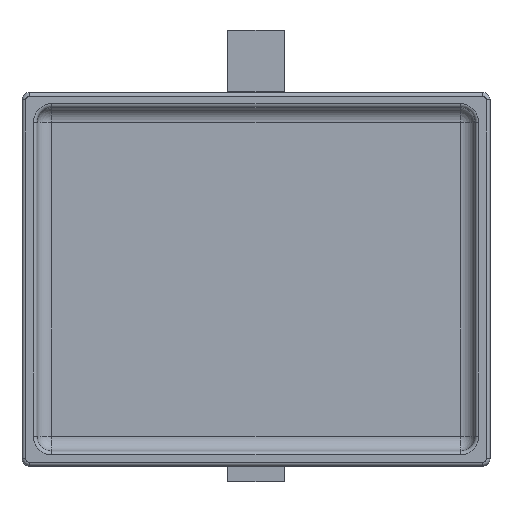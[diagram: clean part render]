
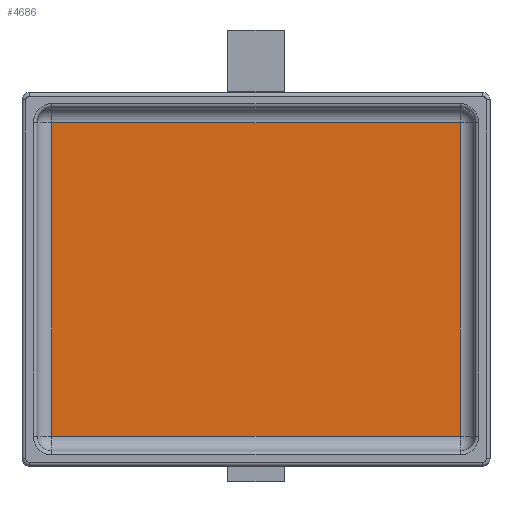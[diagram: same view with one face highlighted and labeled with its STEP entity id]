
A CAD part, top view. The second image highlights one B-rep face of the part: STEP entity #4686.
In plain terms, the highlighted planar face has unit normal (0, 0, 1).
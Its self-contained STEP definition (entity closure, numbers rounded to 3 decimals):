
#3980 = CYLINDRICAL_SURFACE('',#3981,4.);
#3981 = AXIS2_PLACEMENT_3D('',#3982,#3983,#3984);
#3982 = CARTESIAN_POINT('',(-54.5,-45.9,10.1));
#3983 = DIRECTION('',(0.,1.,0.));
#3984 = DIRECTION('',(-1.,0.,0.));
#4164 = CYLINDRICAL_SURFACE('',#4165,4.);
#4165 = AXIS2_PLACEMENT_3D('',#4166,#4167,#4168);
#4166 = CARTESIAN_POINT('',(58.5,-41.9,10.1));
#4167 = DIRECTION('',(-1.,0.,0.));
#4168 = DIRECTION('',(0.,-1.,0.));
#4198 = CYLINDRICAL_SURFACE('',#4199,4.);
#4199 = AXIS2_PLACEMENT_3D('',#4200,#4201,#4202);
#4200 = CARTESIAN_POINT('',(-58.5,41.9,10.1));
#4201 = DIRECTION('',(1.,0.,0.));
#4202 = DIRECTION('',(0.,1.,0.));
#4360 = CYLINDRICAL_SURFACE('',#4361,4.);
#4361 = AXIS2_PLACEMENT_3D('',#4362,#4363,#4364);
#4362 = CARTESIAN_POINT('',(54.5,45.9,10.1));
#4363 = DIRECTION('',(0.,-1.,0.));
#4364 = DIRECTION('',(1.,0.,0.));
#4378 = VERTEX_POINT('',#4379);
#4379 = CARTESIAN_POINT('',(-54.5,-41.9,6.1));
#4401 = EDGE_CURVE('',#4378,#4402,#4404,.T.);
#4402 = VERTEX_POINT('',#4403);
#4403 = CARTESIAN_POINT('',(-54.5,41.9,6.1));
#4404 = SURFACE_CURVE('',#4405,(#4409,#4416),.PCURVE_S1.);
#4405 = LINE('',#4406,#4407);
#4406 = CARTESIAN_POINT('',(-54.5,-45.9,6.1));
#4407 = VECTOR('',#4408,1.);
#4408 = DIRECTION('',(0.,1.,0.));
#4409 = PCURVE('',#3980,#4410);
#4410 = DEFINITIONAL_REPRESENTATION('',(#4411),#4415);
#4411 = LINE('',#4412,#4413);
#4412 = CARTESIAN_POINT('',(-1.571,0.));
#4413 = VECTOR('',#4414,1.);
#4414 = DIRECTION('',(-0.,1.));
#4415 = ( GEOMETRIC_REPRESENTATION_CONTEXT(2) 
PARAMETRIC_REPRESENTATION_CONTEXT() REPRESENTATION_CONTEXT('2D SPACE',''
  ) );
#4416 = PCURVE('',#4417,#4422);
#4417 = PLANE('',#4418);
#4418 = AXIS2_PLACEMENT_3D('',#4419,#4420,#4421);
#4419 = CARTESIAN_POINT('',(-43.1,49.9,6.1));
#4420 = DIRECTION('',(0.,0.,-1.));
#4421 = DIRECTION('',(-1.,0.,0.));
#4422 = DEFINITIONAL_REPRESENTATION('',(#4423),#4427);
#4423 = LINE('',#4424,#4425);
#4424 = CARTESIAN_POINT('',(11.4,-95.8));
#4425 = VECTOR('',#4426,1.);
#4426 = DIRECTION('',(-0.,1.));
#4427 = ( GEOMETRIC_REPRESENTATION_CONTEXT(2) 
PARAMETRIC_REPRESENTATION_CONTEXT() REPRESENTATION_CONTEXT('2D SPACE',''
  ) );
#4510 = VERTEX_POINT('',#4511);
#4511 = CARTESIAN_POINT('',(54.5,-41.9,6.1));
#4533 = EDGE_CURVE('',#4510,#4378,#4534,.T.);
#4534 = SURFACE_CURVE('',#4535,(#4539,#4546),.PCURVE_S1.);
#4535 = LINE('',#4536,#4537);
#4536 = CARTESIAN_POINT('',(58.5,-41.9,6.1));
#4537 = VECTOR('',#4538,1.);
#4538 = DIRECTION('',(-1.,0.,0.));
#4539 = PCURVE('',#4164,#4540);
#4540 = DEFINITIONAL_REPRESENTATION('',(#4541),#4545);
#4541 = LINE('',#4542,#4543);
#4542 = CARTESIAN_POINT('',(-1.571,0.));
#4543 = VECTOR('',#4544,1.);
#4544 = DIRECTION('',(-0.,1.));
#4545 = ( GEOMETRIC_REPRESENTATION_CONTEXT(2) 
PARAMETRIC_REPRESENTATION_CONTEXT() REPRESENTATION_CONTEXT('2D SPACE',''
  ) );
#4546 = PCURVE('',#4417,#4547);
#4547 = DEFINITIONAL_REPRESENTATION('',(#4548),#4552);
#4548 = LINE('',#4549,#4550);
#4549 = CARTESIAN_POINT('',(-101.6,-91.8));
#4550 = VECTOR('',#4551,1.);
#4551 = DIRECTION('',(1.,0.));
#4552 = ( GEOMETRIC_REPRESENTATION_CONTEXT(2) 
PARAMETRIC_REPRESENTATION_CONTEXT() REPRESENTATION_CONTEXT('2D SPACE',''
  ) );
#4560 = EDGE_CURVE('',#4402,#4561,#4563,.T.);
#4561 = VERTEX_POINT('',#4562);
#4562 = CARTESIAN_POINT('',(54.5,41.9,6.1));
#4563 = SURFACE_CURVE('',#4564,(#4568,#4575),.PCURVE_S1.);
#4564 = LINE('',#4565,#4566);
#4565 = CARTESIAN_POINT('',(-58.5,41.9,6.1));
#4566 = VECTOR('',#4567,1.);
#4567 = DIRECTION('',(1.,0.,0.));
#4568 = PCURVE('',#4198,#4569);
#4569 = DEFINITIONAL_REPRESENTATION('',(#4570),#4574);
#4570 = LINE('',#4571,#4572);
#4571 = CARTESIAN_POINT('',(-1.571,0.));
#4572 = VECTOR('',#4573,1.);
#4573 = DIRECTION('',(-0.,1.));
#4574 = ( GEOMETRIC_REPRESENTATION_CONTEXT(2) 
PARAMETRIC_REPRESENTATION_CONTEXT() REPRESENTATION_CONTEXT('2D SPACE',''
  ) );
#4575 = PCURVE('',#4417,#4576);
#4576 = DEFINITIONAL_REPRESENTATION('',(#4577),#4581);
#4577 = LINE('',#4578,#4579);
#4578 = CARTESIAN_POINT('',(15.4,-8.));
#4579 = VECTOR('',#4580,1.);
#4580 = DIRECTION('',(-1.,0.));
#4581 = ( GEOMETRIC_REPRESENTATION_CONTEXT(2) 
PARAMETRIC_REPRESENTATION_CONTEXT() REPRESENTATION_CONTEXT('2D SPACE',''
  ) );
#4664 = EDGE_CURVE('',#4561,#4510,#4665,.T.);
#4665 = SURFACE_CURVE('',#4666,(#4670,#4677),.PCURVE_S1.);
#4666 = LINE('',#4667,#4668);
#4667 = CARTESIAN_POINT('',(54.5,45.9,6.1));
#4668 = VECTOR('',#4669,1.);
#4669 = DIRECTION('',(0.,-1.,0.));
#4670 = PCURVE('',#4360,#4671);
#4671 = DEFINITIONAL_REPRESENTATION('',(#4672),#4676);
#4672 = LINE('',#4673,#4674);
#4673 = CARTESIAN_POINT('',(-1.571,0.));
#4674 = VECTOR('',#4675,1.);
#4675 = DIRECTION('',(-0.,1.));
#4676 = ( GEOMETRIC_REPRESENTATION_CONTEXT(2) 
PARAMETRIC_REPRESENTATION_CONTEXT() REPRESENTATION_CONTEXT('2D SPACE',''
  ) );
#4677 = PCURVE('',#4417,#4678);
#4678 = DEFINITIONAL_REPRESENTATION('',(#4679),#4683);
#4679 = LINE('',#4680,#4681);
#4680 = CARTESIAN_POINT('',(-97.6,-4.));
#4681 = VECTOR('',#4682,1.);
#4682 = DIRECTION('',(0.,-1.));
#4683 = ( GEOMETRIC_REPRESENTATION_CONTEXT(2) 
PARAMETRIC_REPRESENTATION_CONTEXT() REPRESENTATION_CONTEXT('2D SPACE',''
  ) );
#4686 = ADVANCED_FACE('',(#4687),#4417,.F.);
#4687 = FACE_BOUND('',#4688,.F.);
#4688 = EDGE_LOOP('',(#4689,#4690,#4691,#4692));
#4689 = ORIENTED_EDGE('',*,*,#4401,.T.);
#4690 = ORIENTED_EDGE('',*,*,#4560,.T.);
#4691 = ORIENTED_EDGE('',*,*,#4664,.T.);
#4692 = ORIENTED_EDGE('',*,*,#4533,.T.);
